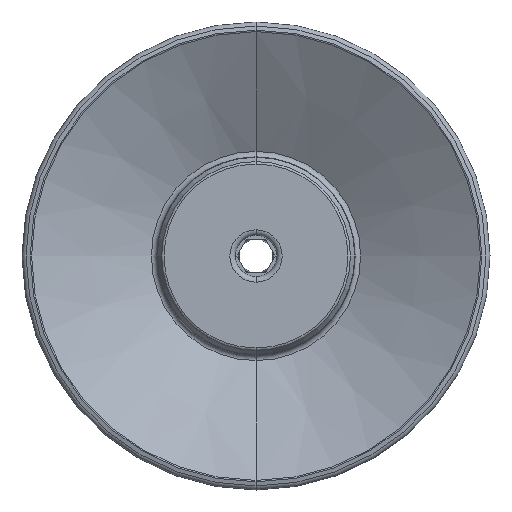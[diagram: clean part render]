
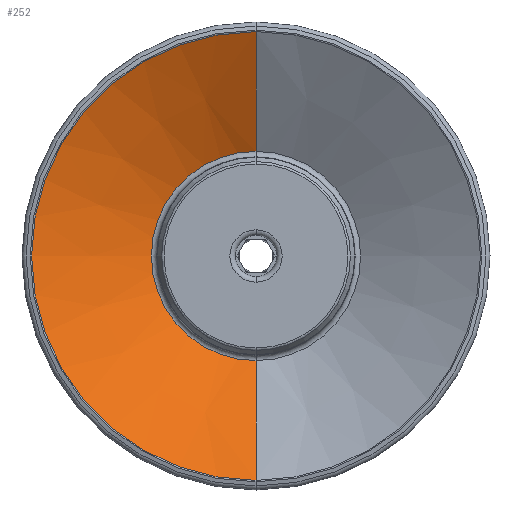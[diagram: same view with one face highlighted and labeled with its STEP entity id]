
A CAD part, front view. The second image highlights one B-rep face of the part: STEP entity #252.
In plain terms, the highlighted conical face has half-angle 61.475 degrees and reference radius 40.75 mm.
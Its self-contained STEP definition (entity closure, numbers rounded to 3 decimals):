
#252=ADVANCED_FACE('',(#650),#651,.F.);
#650=FACE_OUTER_BOUND('',#1217,.T.);
#651=CONICAL_SURFACE('',#1218,40.75,1.073);
#1217=EDGE_LOOP('',(#4610,#4611,#4612,#4613));
#1218=AXIS2_PLACEMENT_3D('',#4614,#4615,#4616);
#4610=ORIENTED_EDGE('',*,*,#5948,.T.);
#4611=ORIENTED_EDGE('',*,*,#5949,.T.);
#4612=ORIENTED_EDGE('',*,*,#5945,.F.);
#4613=ORIENTED_EDGE('',*,*,#5950,.F.);
#4614=CARTESIAN_POINT('',(0.0,-40.691,0.0));
#4615=DIRECTION('',(0.0,-1.0,-0.0));
#4616=DIRECTION('',(0.0,0.0,-1.0));
#5945=EDGE_CURVE('',#6558,#6560,#6561,.T.);
#5948=EDGE_CURVE('',#6564,#6565,#6566,.T.);
#5949=EDGE_CURVE('',#6565,#6560,#6567,.T.);
#5950=EDGE_CURVE('',#6564,#6558,#6568,.T.);
#6558=VERTEX_POINT('',#7390);
#6560=VERTEX_POINT('',#7393);
#6561=CIRCLE('',#7394,40.75);
#6564=VERTEX_POINT('',#7398);
#6565=VERTEX_POINT('',#7399);
#6566=CIRCLE('',#7400,19.0);
#6567=LINE('',#7401,#7402);
#6568=LINE('',#7403,#7404);
#7390=CARTESIAN_POINT('',(0.0,-40.691,-40.75));
#7393=CARTESIAN_POINT('',(0.,-40.691,40.75));
#7394=AXIS2_PLACEMENT_3D('',#9523,#9524,#9525);
#7398=CARTESIAN_POINT('',(0.,-28.87,-19.0));
#7399=CARTESIAN_POINT('',(0.0,-28.87,19.0));
#7400=AXIS2_PLACEMENT_3D('',#9527,#9528,#9529);
#7401=CARTESIAN_POINT('',(0.,-40.691,40.75));
#7402=VECTOR('',#9530,1000.0);
#7403=CARTESIAN_POINT('',(0.0,-40.691,-40.75));
#7404=VECTOR('',#9531,1000.0);
#9523=CARTESIAN_POINT('',(0.0,-40.691,0.0));
#9524=DIRECTION('',(0.0,1.0,0.0));
#9525=DIRECTION('',(0.0,0.0,1.0));
#9527=CARTESIAN_POINT('',(0.0,-28.87,0.0));
#9528=DIRECTION('',(0.0,1.0,0.0));
#9529=DIRECTION('',(0.0,0.0,1.0));
#9530=DIRECTION('',(0.,-0.478,0.879));
#9531=DIRECTION('',(0.0,-0.478,-0.879));
